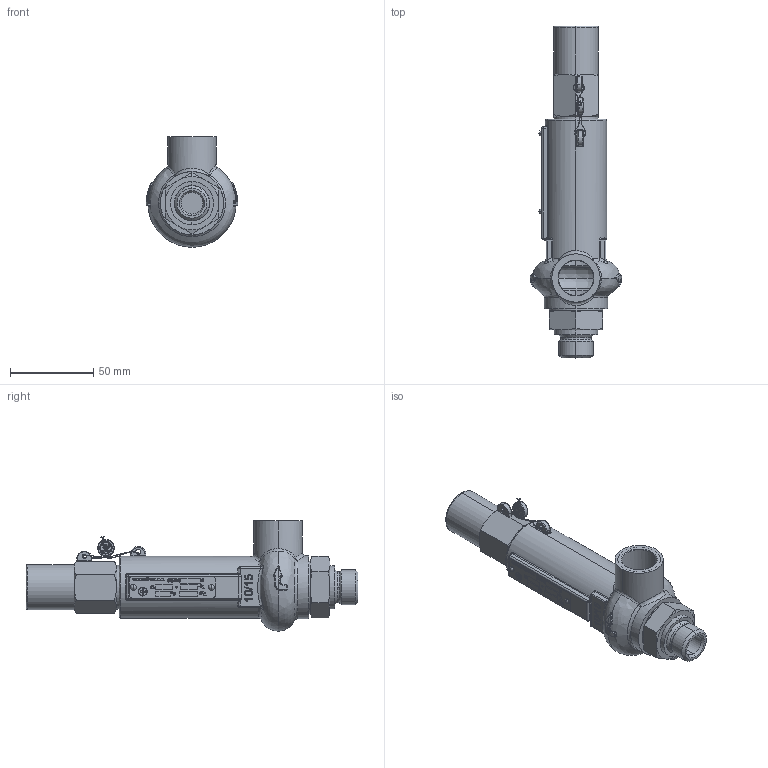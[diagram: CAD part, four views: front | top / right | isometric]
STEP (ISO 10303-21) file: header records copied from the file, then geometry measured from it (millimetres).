
FILE_DESCRIPTION (( 'STEP AP203' ), '1' );
FILE_NAME ('Typ_10-BG_I-head_C-G012-G012.STEP', '2019-09-20T09:59:16', ( '' ), ( '' ), 'SwSTEP 2.0', 'SolidWorks 2016', '' );
FILE_SCHEMA (( 'CONFIG_CONTROL_DESIGN' ));
Products named in the file (1): Typ_10-BG_I-head_C-G012-G012
Bounding box: 54.97 x 199.5 x 66.5 mm (x, y, z)
Volume: 48858.8 mm3; surface area: 53008.3 mm2
Topology: 48 solids, 48 shells, 1393 faces, 3473 edges, 2195 vertices
Faces by surface type: bspline 604, plane 520, cylinder 207, cone 62
Entity records: 68535 total; most frequent: CARTESIAN_POINT 39358, ORIENTED_EDGE 6910, DIRECTION 4557, EDGE_CURVE 3455, VERTEX_POINT 2195, VECTOR 1529, LINE 1529, AXIS2_PLACEMENT_3D 1514
